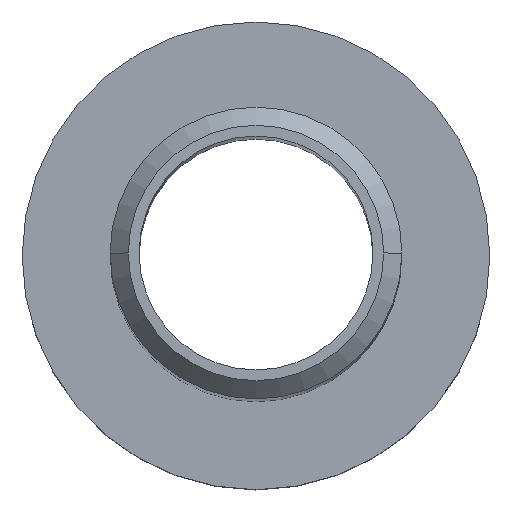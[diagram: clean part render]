
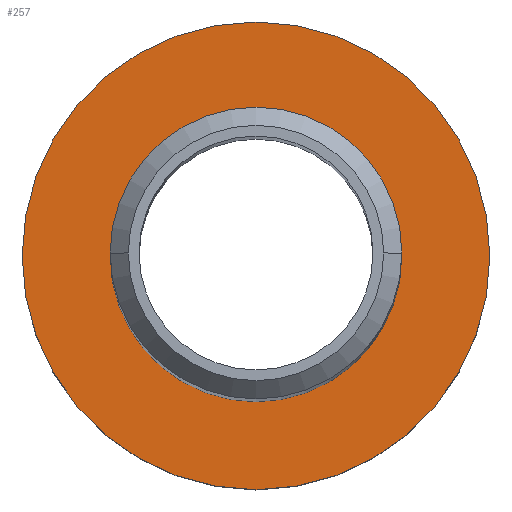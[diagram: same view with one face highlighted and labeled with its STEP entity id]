
A CAD part, top view. The second image highlights one B-rep face of the part: STEP entity #257.
In plain terms, the highlighted planar face has unit normal (0, 0, 1).
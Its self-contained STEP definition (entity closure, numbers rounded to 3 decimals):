
#3 = CIRCLE ( 'NONE', #337, 25.65 ) ;
#12 = EDGE_CURVE ( 'NONE', #200, #269, #323, .T. ) ;
#21 = VERTEX_POINT ( 'NONE', #462 ) ;
#36 = CARTESIAN_POINT ( 'NONE',  ( 0., 0., 20. ) ) ;
#49 = DIRECTION ( 'NONE',  ( 1., 0., 0. ) ) ;
#51 = ORIENTED_EDGE ( 'NONE', *, *, #147, .T. ) ;
#70 = EDGE_CURVE ( 'NONE', #21, #222, #3, .T. ) ;
#73 = DIRECTION ( 'NONE',  ( 0., 0., 1. ) ) ;
#90 = FACE_OUTER_BOUND ( 'NONE', #351, .T. ) ;
#97 = ORIENTED_EDGE ( 'NONE', *, *, #70, .T. ) ;
#110 = CARTESIAN_POINT ( 'NONE',  ( 0., 0., 20. ) ) ;
#138 = CARTESIAN_POINT ( 'NONE',  ( 0., 0., 20. ) ) ;
#147 = EDGE_CURVE ( 'NONE', #222, #21, #331, .T. ) ;
#151 = ORIENTED_EDGE ( 'NONE', *, *, #12, .F. ) ;
#166 = DIRECTION ( 'NONE',  ( 0., 0., 1. ) ) ;
#170 = DIRECTION ( 'NONE',  ( 1., 0., 0. ) ) ;
#174 = CARTESIAN_POINT ( 'NONE',  ( -12.825, 0., 20. ) ) ;
#195 = DIRECTION ( 'NONE',  ( 1., 0., 0. ) ) ;
#200 = VERTEX_POINT ( 'NONE', #420 ) ;
#218 = EDGE_CURVE ( 'NONE', #269, #200, #368, .T. ) ;
#222 = VERTEX_POINT ( 'NONE', #357 ) ;
#244 = PLANE ( 'NONE',  #403 ) ;
#256 = AXIS2_PLACEMENT_3D ( 'NONE', #138, #166, #309 ) ;
#257 = ADVANCED_FACE ( 'NONE', ( #276, #90 ), #244, .T. ) ;
#269 = VERTEX_POINT ( 'NONE', #174 ) ;
#270 = AXIS2_PLACEMENT_3D ( 'NONE', #110, #73, #345 ) ;
#271 = EDGE_LOOP ( 'NONE', ( #383, #151 ) ) ;
#276 = FACE_BOUND ( 'NONE', #271, .T. ) ;
#278 = CARTESIAN_POINT ( 'NONE',  ( 0., 0., 20. ) ) ;
#309 = DIRECTION ( 'NONE',  ( 1., 0., 0. ) ) ;
#323 = CIRCLE ( 'NONE', #256, 12.825 ) ;
#331 = CIRCLE ( 'NONE', #270, 25.65 ) ;
#337 = AXIS2_PLACEMENT_3D ( 'NONE', #36, #384, #195 ) ;
#345 = DIRECTION ( 'NONE',  ( 1., 0., 0. ) ) ;
#351 = EDGE_LOOP ( 'NONE', ( #97, #51 ) ) ;
#357 = CARTESIAN_POINT ( 'NONE',  ( 25.65, 0., 20. ) ) ;
#365 = DIRECTION ( 'NONE',  ( 0., 0., 1. ) ) ;
#368 = CIRCLE ( 'NONE', #435, 12.825 ) ;
#383 = ORIENTED_EDGE ( 'NONE', *, *, #218, .F. ) ;
#384 = DIRECTION ( 'NONE',  ( 0., 0., 1. ) ) ;
#395 = DIRECTION ( 'NONE',  ( 0., 0., 1. ) ) ;
#403 = AXIS2_PLACEMENT_3D ( 'NONE', #278, #365, #170 ) ;
#420 = CARTESIAN_POINT ( 'NONE',  ( 12.825, 0., 20. ) ) ;
#435 = AXIS2_PLACEMENT_3D ( 'NONE', #436, #395, #49 ) ;
#436 = CARTESIAN_POINT ( 'NONE',  ( 0., 0., 20. ) ) ;
#462 = CARTESIAN_POINT ( 'NONE',  ( -25.65, 0., 20. ) ) ;
